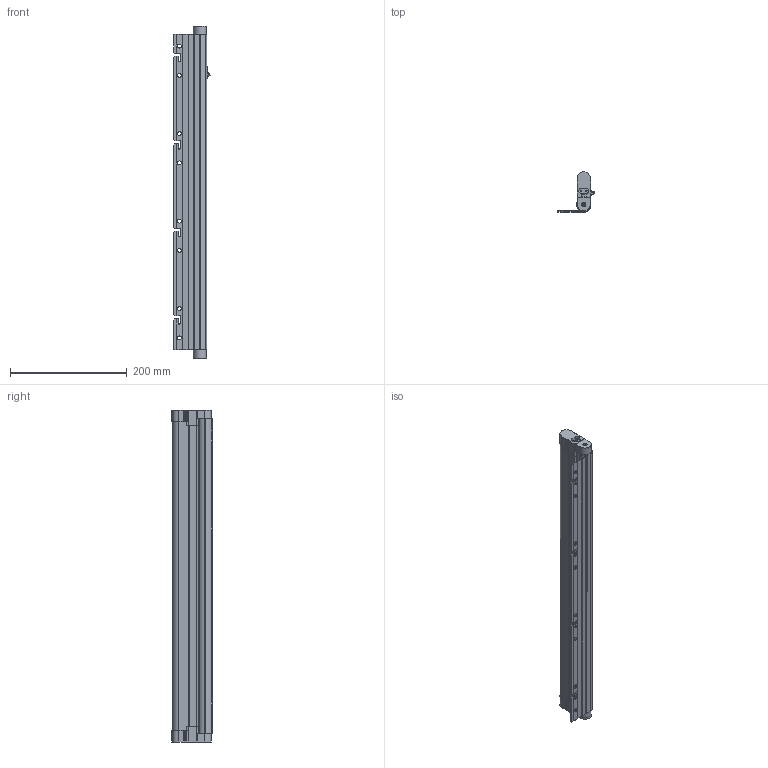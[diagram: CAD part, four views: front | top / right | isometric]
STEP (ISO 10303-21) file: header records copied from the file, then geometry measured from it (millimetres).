
FILE_DESCRIPTION (( 'STEP AP203' ), '1' );
FILE_NAME ('R5LA13.step', '2011-04-14T05:16:26', ( 'User' ), ( 'DKC' ), 'SwSTEP 2.0', 'SolidWorks 2011', '' );
FILE_SCHEMA (( 'CONFIG_CONTROL_DESIGN' ));
Length unit declared in the file: millimetre
Products named in the file (11): R5LA13; on-off1; on-off; Tapping screw DIN 7982-ST3.5x25-C-H-S_Tapping screw DIN 7982-ST3.5x25-C-H-S; cover_R5LA13; joint plate_R5LA13; end-cup; lamp_R5LA13; end-cup2; side; plate_R5LA13
Assembly tree (13 placements, depth 2):
  R5LA13
    plate_R5LA13
    side  x2
    lamp_R5LA13
    end-cup  x2
    Tapping screw DIN 7982-ST3.5x25-C-H-S_Tapping screw DIN 7982-ST3.5x25-C-H-S  x2
    on-off
    joint plate_R5LA13
    cover_R5LA13
    on-off1
    end-cup2
Bounding box: 63.29 x 68.6 x 569 mm (x, y, z)
Volume: 342985.6 mm3; surface area: 321747.7 mm2
Topology: 13 solids, 13 shells, 1072 faces, 2663 edges, 1632 vertices
Faces by surface type: plane 586, cylinder 318, cone 148, bspline 12, torus 8
Entity records: 26831 total; most frequent: CARTESIAN_POINT 4841, DIRECTION 4470, ORIENTED_EDGE 4260, EDGE_CURVE 2130, AXIS2_PLACEMENT_3D 1504, LINE 1462, VECTOR 1462, VERTEX_POINT 1315
